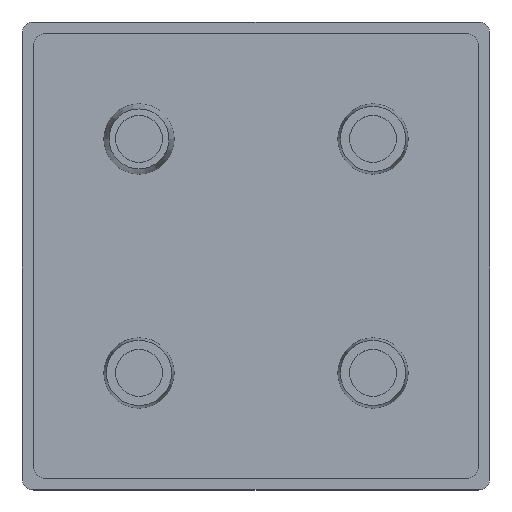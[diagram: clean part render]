
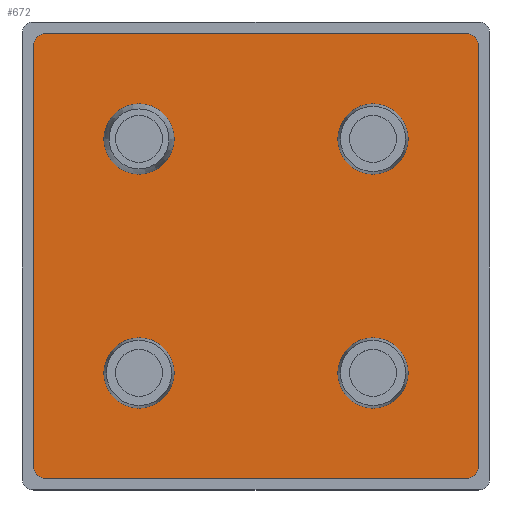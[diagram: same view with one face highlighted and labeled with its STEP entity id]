
A CAD part, top view. The second image highlights one B-rep face of the part: STEP entity #672.
In plain terms, the highlighted planar face has unit normal (0, 0, 1).
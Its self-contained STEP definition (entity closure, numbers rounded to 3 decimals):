
#19=FACE_BOUND('',#129,.T.);
#20=FACE_BOUND('',#130,.T.);
#21=FACE_BOUND('',#131,.T.);
#22=FACE_BOUND('',#132,.T.);
#28=PLANE('',#761);
#80=FACE_OUTER_BOUND('',#128,.T.);
#128=EDGE_LOOP('',(#518,#519,#520,#521,#522,#523,#524,#525));
#129=EDGE_LOOP('',(#526));
#130=EDGE_LOOP('',(#527));
#131=EDGE_LOOP('',(#528));
#132=EDGE_LOOP('',(#529));
#185=LINE('',#1129,#234);
#186=LINE('',#1133,#235);
#187=LINE('',#1137,#236);
#188=LINE('',#1141,#237);
#234=VECTOR('',#905,1000.);
#235=VECTOR('',#908,1000.);
#236=VECTOR('',#911,1000.);
#237=VECTOR('',#914,1000.);
#276=CIRCLE('',#737,6.);
#279=CIRCLE('',#742,6.);
#285=CIRCLE('',#752,6.);
#290=CIRCLE('',#760,6.);
#291=CIRCLE('',#762,2.);
#292=CIRCLE('',#763,2.);
#293=CIRCLE('',#764,2.);
#294=CIRCLE('',#765,2.);
#321=VERTEX_POINT('',#1077);
#324=VERTEX_POINT('',#1087);
#330=VERTEX_POINT('',#1107);
#335=VERTEX_POINT('',#1123);
#336=VERTEX_POINT('',#1127);
#337=VERTEX_POINT('',#1128);
#338=VERTEX_POINT('',#1130);
#339=VERTEX_POINT('',#1132);
#340=VERTEX_POINT('',#1134);
#341=VERTEX_POINT('',#1136);
#342=VERTEX_POINT('',#1138);
#343=VERTEX_POINT('',#1140);
#381=EDGE_CURVE('',#321,#321,#276,.T.);
#386=EDGE_CURVE('',#324,#324,#279,.T.);
#396=EDGE_CURVE('',#330,#330,#285,.T.);
#404=EDGE_CURVE('',#335,#335,#290,.T.);
#406=EDGE_CURVE('',#336,#337,#185,.T.);
#407=EDGE_CURVE('',#337,#338,#291,.T.);
#408=EDGE_CURVE('',#338,#339,#186,.T.);
#409=EDGE_CURVE('',#339,#340,#292,.T.);
#410=EDGE_CURVE('',#340,#341,#187,.T.);
#411=EDGE_CURVE('',#341,#342,#293,.T.);
#412=EDGE_CURVE('',#342,#343,#188,.T.);
#413=EDGE_CURVE('',#343,#336,#294,.T.);
#518=ORIENTED_EDGE('',*,*,#406,.T.);
#519=ORIENTED_EDGE('',*,*,#407,.T.);
#520=ORIENTED_EDGE('',*,*,#408,.T.);
#521=ORIENTED_EDGE('',*,*,#409,.T.);
#522=ORIENTED_EDGE('',*,*,#410,.T.);
#523=ORIENTED_EDGE('',*,*,#411,.T.);
#524=ORIENTED_EDGE('',*,*,#412,.T.);
#525=ORIENTED_EDGE('',*,*,#413,.T.);
#526=ORIENTED_EDGE('',*,*,#404,.F.);
#527=ORIENTED_EDGE('',*,*,#396,.F.);
#528=ORIENTED_EDGE('',*,*,#386,.F.);
#529=ORIENTED_EDGE('',*,*,#381,.F.);
#672=ADVANCED_FACE('',(#80,#19,#20,#21,#22),#28,.T.);
#737=AXIS2_PLACEMENT_3D('',#1078,#845,#846);
#742=AXIS2_PLACEMENT_3D('',#1088,#857,#858);
#752=AXIS2_PLACEMENT_3D('',#1108,#881,#882);
#760=AXIS2_PLACEMENT_3D('',#1124,#900,#901);
#761=AXIS2_PLACEMENT_3D('',#1126,#903,#904);
#762=AXIS2_PLACEMENT_3D('',#1131,#906,#907);
#763=AXIS2_PLACEMENT_3D('',#1135,#909,#910);
#764=AXIS2_PLACEMENT_3D('',#1139,#912,#913);
#765=AXIS2_PLACEMENT_3D('',#1142,#915,#916);
#845=DIRECTION('center_axis',(0.,0.,1.));
#846=DIRECTION('ref_axis',(1.,0.,0.));
#857=DIRECTION('center_axis',(0.,0.,1.));
#858=DIRECTION('ref_axis',(1.,0.,0.));
#881=DIRECTION('center_axis',(0.,0.,1.));
#882=DIRECTION('ref_axis',(1.,0.,0.));
#900=DIRECTION('center_axis',(0.,0.,1.));
#901=DIRECTION('ref_axis',(1.,0.,0.));
#903=DIRECTION('center_axis',(0.,0.,1.));
#904=DIRECTION('ref_axis',(1.,0.,0.));
#905=DIRECTION('',(1.,0.,0.));
#906=DIRECTION('center_axis',(0.,0.,1.));
#907=DIRECTION('ref_axis',(1.,0.,0.));
#908=DIRECTION('',(0.,1.,0.));
#909=DIRECTION('center_axis',(0.,0.,1.));
#910=DIRECTION('ref_axis',(1.,0.,0.));
#911=DIRECTION('',(-1.,0.,0.));
#912=DIRECTION('center_axis',(0.,0.,1.));
#913=DIRECTION('ref_axis',(1.,0.,0.));
#914=DIRECTION('',(0.,-1.,0.));
#915=DIRECTION('center_axis',(0.,0.,1.));
#916=DIRECTION('ref_axis',(1.,0.,0.));
#1077=CARTESIAN_POINT('',(20.628,-40.096,3.));
#1078=CARTESIAN_POINT('Origin',(14.628,-40.096,3.));
#1087=CARTESIAN_POINT('',(-19.372,-40.096,3.));
#1088=CARTESIAN_POINT('Origin',(-25.372,-40.096,3.));
#1107=CARTESIAN_POINT('',(-19.372,-0.096,3.));
#1108=CARTESIAN_POINT('Origin',(-25.372,-0.096,3.));
#1123=CARTESIAN_POINT('',(20.628,-0.096,3.));
#1124=CARTESIAN_POINT('Origin',(14.628,-0.096,3.));
#1126=CARTESIAN_POINT('Origin',(-43.372,-58.096,3.));
#1127=CARTESIAN_POINT('',(-41.372,-58.096,3.));
#1128=CARTESIAN_POINT('',(30.628,-58.096,3.));
#1129=CARTESIAN_POINT('',(-43.372,-58.096,3.));
#1130=CARTESIAN_POINT('',(32.628,-56.096,3.));
#1131=CARTESIAN_POINT('Origin',(30.628,-56.096,3.));
#1132=CARTESIAN_POINT('',(32.628,15.904,3.));
#1133=CARTESIAN_POINT('',(32.628,17.904,3.));
#1134=CARTESIAN_POINT('',(30.628,17.904,3.));
#1135=CARTESIAN_POINT('Origin',(30.628,15.904,3.));
#1136=CARTESIAN_POINT('',(-41.372,17.904,3.));
#1137=CARTESIAN_POINT('',(-43.372,17.904,3.));
#1138=CARTESIAN_POINT('',(-43.372,15.904,3.));
#1139=CARTESIAN_POINT('Origin',(-41.372,15.904,3.));
#1140=CARTESIAN_POINT('',(-43.372,-56.096,3.));
#1141=CARTESIAN_POINT('',(-43.372,17.904,3.));
#1142=CARTESIAN_POINT('Origin',(-41.372,-56.096,3.));
